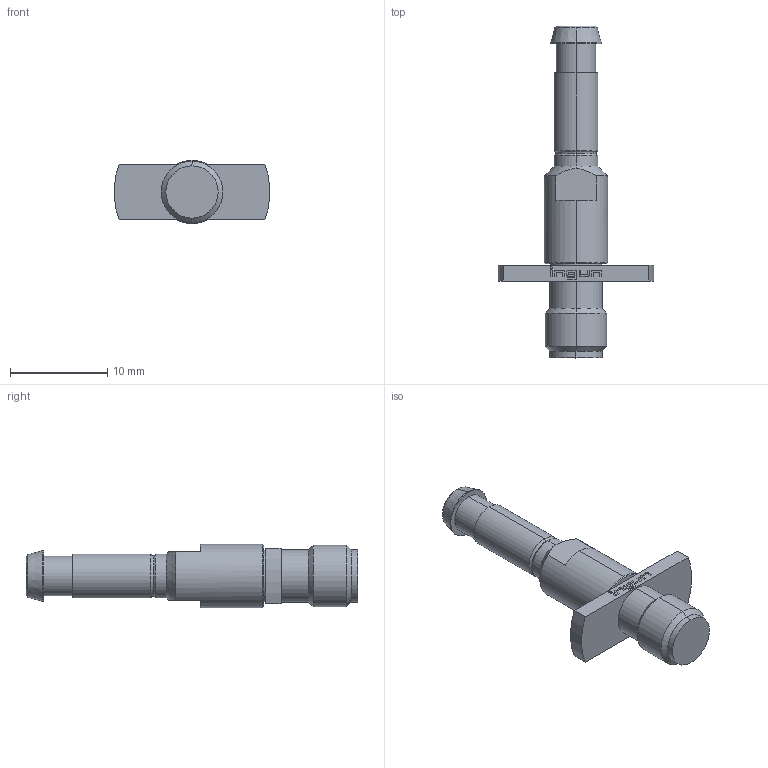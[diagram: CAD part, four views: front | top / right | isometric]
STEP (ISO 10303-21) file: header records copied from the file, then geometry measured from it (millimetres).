
FILE_DESCRIPTION (( 'STEP AP203' ), '1' );
FILE_NAME ('INGUN_HFS-822_308_180_A_xx42_MBX2.STEP', '2022-03-15T10:09:28', ( 'ochi' ), ( '' ), 'SwSTEP 2.0', 'SolidWorks 2018', '' );
FILE_SCHEMA (( 'CONFIG_CONTROL_DESIGN' ));
Length unit declared in the file: millimetre
Products named in the file (1): INGUN_HFS-822_308_180_A_xx42_MBX2
Bounding box: 15.96 x 34.1 x 6.5 mm (x, y, z)
Volume: 874.6 mm3; surface area: 852.2 mm2
Topology: 1 solids, 1 shells, 127 faces, 316 edges, 201 vertices
Faces by surface type: plane 59, cylinder 48, cone 16, torus 4
Entity records: 3863 total; most frequent: DIRECTION 680, CARTESIAN_POINT 675, ORIENTED_EDGE 628, EDGE_CURVE 314, AXIS2_PLACEMENT_3D 242, VERTEX_POINT 201, LINE 196, VECTOR 196
